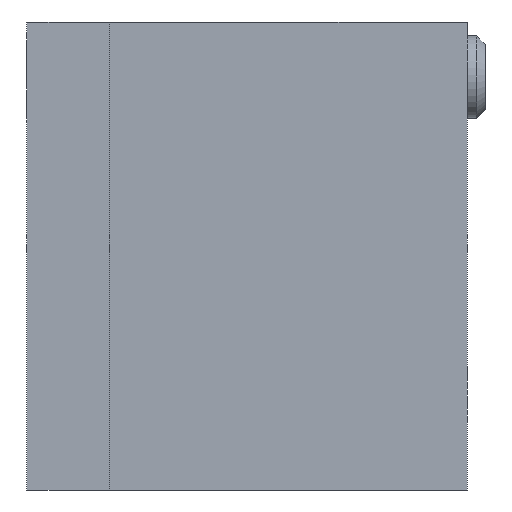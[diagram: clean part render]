
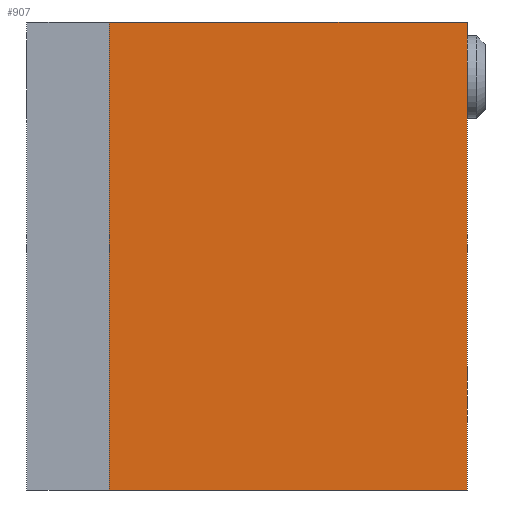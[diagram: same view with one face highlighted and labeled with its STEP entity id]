
A CAD part, left-side view. The second image highlights one B-rep face of the part: STEP entity #907.
In plain terms, the highlighted planar face has unit normal (-1, 0, 0).
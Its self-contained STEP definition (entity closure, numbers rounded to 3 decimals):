
#167=FACE_OUTER_BOUND('',#243,.T.);
#243=EDGE_LOOP('',(#666,#667,#668,#669));
#351=LINE('',#1407,#399);
#373=LINE('',#1457,#421);
#374=LINE('',#1462,#422);
#375=LINE('',#1463,#423);
#399=VECTOR('',#1107,13.);
#421=VECTOR('',#1149,17.);
#422=VECTOR('',#1154,13.);
#423=VECTOR('',#1155,17.);
#447=VERTEX_POINT('',#1405);
#448=VERTEX_POINT('',#1406);
#466=VERTEX_POINT('',#1455);
#468=VERTEX_POINT('',#1461);
#526=EDGE_CURVE('',#447,#448,#351,.T.);
#551=EDGE_CURVE('',#466,#447,#373,.T.);
#553=EDGE_CURVE('',#468,#466,#374,.T.);
#554=EDGE_CURVE('',#468,#448,#375,.T.);
#666=ORIENTED_EDGE('',*,*,#553,.T.);
#667=ORIENTED_EDGE('',*,*,#551,.T.);
#668=ORIENTED_EDGE('',*,*,#526,.T.);
#669=ORIENTED_EDGE('',*,*,#554,.F.);
#836=PLANE('',#990);
#907=ADVANCED_FACE('',(#167),#836,.T.);
#990=AXIS2_PLACEMENT_3D('',#1460,#1152,#1153);
#1107=DIRECTION('',(0.,1.,0.));
#1149=DIRECTION('',(0.,0.,1.));
#1152=DIRECTION('center_axis',(-1.,0.,0.));
#1153=DIRECTION('ref_axis',(0.,0.,1.));
#1154=DIRECTION('',(0.,-1.,0.));
#1155=DIRECTION('',(0.,0.,1.));
#1405=CARTESIAN_POINT('',(-0.529,11.702,20.));
#1406=CARTESIAN_POINT('',(-0.529,24.702,20.));
#1407=CARTESIAN_POINT('',(-0.529,24.702,20.));
#1455=CARTESIAN_POINT('',(-0.529,11.702,3.));
#1457=CARTESIAN_POINT('',(-0.529,11.702,0.));
#1460=CARTESIAN_POINT('Origin',(-0.529,11.702,0.));
#1461=CARTESIAN_POINT('',(-0.529,24.702,3.));
#1462=CARTESIAN_POINT('',(-0.529,15.682,3.));
#1463=CARTESIAN_POINT('',(-0.529,24.702,0.));
